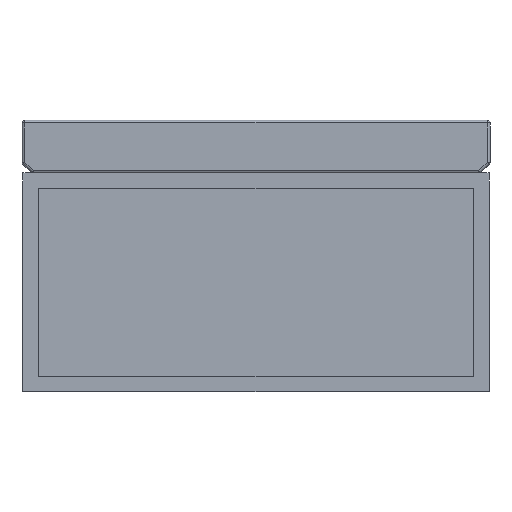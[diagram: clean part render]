
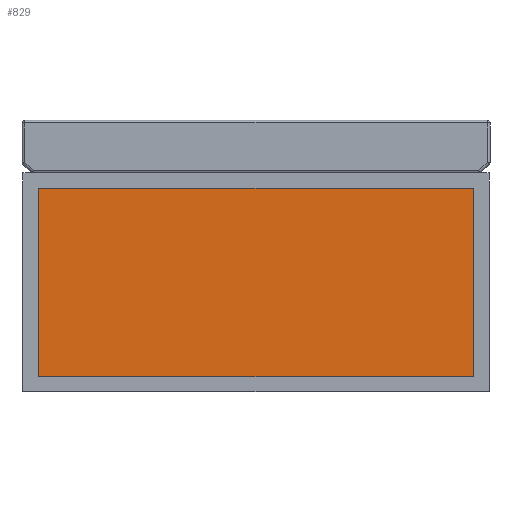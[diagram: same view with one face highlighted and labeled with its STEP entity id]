
A CAD part, front view. The second image highlights one B-rep face of the part: STEP entity #829.
In plain terms, the highlighted planar face has unit normal (0, -1, 0).
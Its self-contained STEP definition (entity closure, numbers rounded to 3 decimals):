
#160=ORIENTED_EDGE('',*,*,#355,.T.);
#161=ORIENTED_EDGE('',*,*,#358,.T.);
#162=ORIENTED_EDGE('',*,*,#360,.T.);
#163=ORIENTED_EDGE('',*,*,#361,.T.);
#355=EDGE_CURVE('',#463,#462,#541,.T.);
#358=EDGE_CURVE('',#462,#464,#544,.T.);
#360=EDGE_CURVE('',#464,#465,#546,.T.);
#361=EDGE_CURVE('',#465,#463,#547,.T.);
#462=VERTEX_POINT('',#1299);
#463=VERTEX_POINT('',#1301);
#464=VERTEX_POINT('',#1305);
#465=VERTEX_POINT('',#1309);
#541=LINE('',#1300,#623);
#544=LINE('',#1306,#626);
#546=LINE('',#1310,#628);
#547=LINE('',#1312,#629);
#623=VECTOR('',#1031,1000.);
#626=VECTOR('',#1036,1000.);
#628=VECTOR('',#1040,1000.);
#629=VECTOR('',#1043,1000.);
#688=EDGE_LOOP('',(#160,#161,#162,#163));
#746=FACE_BOUND('',#688,.T.);
#802=PLANE('',#897);
#829=ADVANCED_FACE('',(#746),#802,.T.);
#897=AXIS2_PLACEMENT_3D('',#1313,#1044,#1045);
#1031=DIRECTION('',(-1.,0.,0.));
#1036=DIRECTION('',(0.,0.,-1.));
#1040=DIRECTION('',(1.,0.,0.));
#1043=DIRECTION('',(0.,0.,1.));
#1044=DIRECTION('',(0.,-1.,0.));
#1045=DIRECTION('',(0.,0.,-1.));
#1299=CARTESIAN_POINT('',(-115.,-21.5,50.));
#1300=CARTESIAN_POINT('',(115.,-21.5,50.));
#1301=CARTESIAN_POINT('',(115.,-21.5,50.));
#1305=CARTESIAN_POINT('',(-115.,-21.5,-50.));
#1306=CARTESIAN_POINT('',(-115.,-21.5,50.));
#1309=CARTESIAN_POINT('',(115.,-21.5,-50.));
#1310=CARTESIAN_POINT('',(-115.,-21.5,-50.));
#1312=CARTESIAN_POINT('',(115.,-21.5,-50.));
#1313=CARTESIAN_POINT('',(0.,-21.5,0.));
